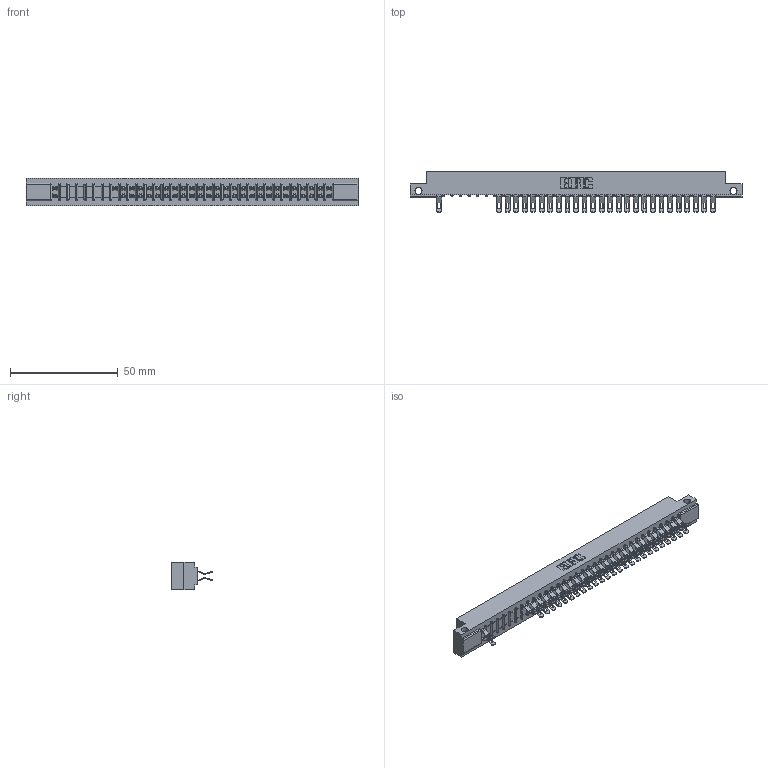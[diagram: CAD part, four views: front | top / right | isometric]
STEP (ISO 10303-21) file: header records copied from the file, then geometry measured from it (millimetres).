
FILE_DESCRIPTION (( 'STEP AP203' ), '1' );
FILE_NAME ('307-066-555-212.STEP', '2018-08-06T11:15:53', ( '' ), ( '' ), 'SwSTEP 2.0', 'SolidWorks 2016', '' );
FILE_SCHEMA (( 'CONFIG_CONTROL_DESIGN' ));
Length unit declared in the file: inch
Products named in the file (3): 307 Part_.128 Dia Side Mounting Holes; 307-290-001_555; 307-066-555-212
Assembly tree (54 placements, depth 2):
  307-066-555-212
    307 Part_.128 Dia Side Mounting Holes
    307-290-001_555  x53
Bounding box: 153.77 x 18.75 x 12.7 mm (x, y, z)
Volume: 16135.5 mm3; surface area: 19317.7 mm2
Topology: 54 solids, 54 shells, 3515 faces, 10332 edges, 6724 vertices
Faces by surface type: plane 1950, cylinder 1497, sphere 68
Entity records: 30579 total; most frequent: CARTESIAN_POINT 5064, ORIENTED_EDGE 5032, DIRECTION 4958, EDGE_CURVE 2516, LINE 1914, VECTOR 1914, VERTEX_POINT 1628, AXIS2_PLACEMENT_3D 1522
